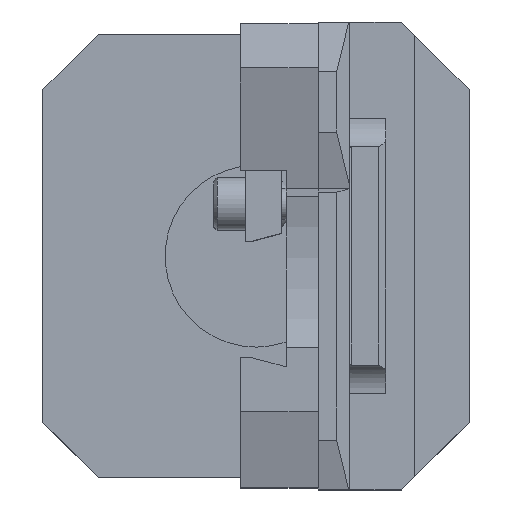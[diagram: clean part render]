
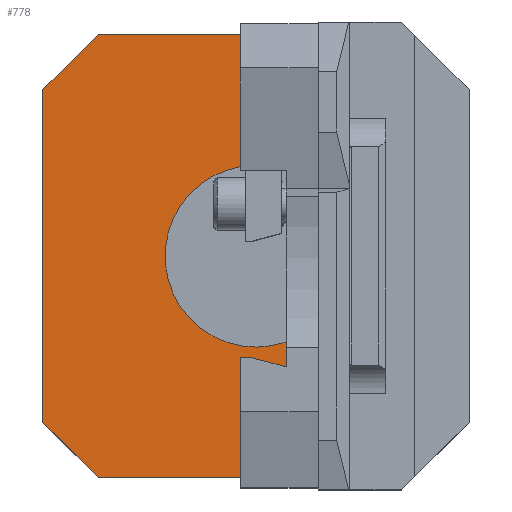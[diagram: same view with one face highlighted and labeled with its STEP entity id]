
A CAD part, top view. The second image highlights one B-rep face of the part: STEP entity #778.
In plain terms, the highlighted planar face has unit normal (0, 0, 1).
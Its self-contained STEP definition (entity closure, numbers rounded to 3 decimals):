
#69=B_SPLINE_CURVE_WITH_KNOTS('',3,(#3933,#3934,#3935,#3936),
 .UNSPECIFIED.,.F.,.F.,(4,4),(0.,1.),.UNSPECIFIED.);
#70=B_SPLINE_CURVE_WITH_KNOTS('',3,(#3948,#3949,#3950,#3951,#3952,#3953,
#3954,#3955,#3956,#3957),.UNSPECIFIED.,.F.,.F.,(4,2,2,2,4),(0.,0.25,0.5,
0.75,1.),.UNSPECIFIED.);
#71=B_SPLINE_CURVE_WITH_KNOTS('',3,(#3963,#3964,#3965,#3966),
 .UNSPECIFIED.,.F.,.F.,(4,4),(0.,1.),.UNSPECIFIED.);
#158=LINE('',#3729,#365);
#189=LINE('',#3862,#396);
#206=LINE('',#3894,#413);
#210=LINE('',#3901,#417);
#213=LINE('',#3906,#420);
#226=LINE('',#3929,#433);
#227=LINE('',#3931,#434);
#228=LINE('',#3938,#435);
#229=LINE('',#3940,#436);
#230=LINE('',#3942,#437);
#231=LINE('',#3944,#438);
#232=LINE('',#3946,#439);
#233=LINE('',#3959,#440);
#234=LINE('',#3961,#441);
#365=VECTOR('',#2981,1.);
#396=VECTOR('',#3050,1.);
#413=VECTOR('',#3079,1.);
#417=VECTOR('',#3085,1.);
#420=VECTOR('',#3090,1.);
#433=VECTOR('',#3115,1.);
#434=VECTOR('',#3118,1.);
#435=VECTOR('',#3121,1.);
#436=VECTOR('',#3122,1.);
#437=VECTOR('',#3123,1.);
#438=VECTOR('',#3124,1.);
#439=VECTOR('',#3125,1.);
#440=VECTOR('',#3126,1.);
#441=VECTOR('',#3127,1.);
#572=PLANE('',#2707);
#671=FACE_OUTER_BOUND('',#1112,.T.);
#778=ADVANCED_FACE('',(#671),#572,.F.);
#1112=EDGE_LOOP('',(#1502,#1503,#1504,#1505,#1506,#1507,#1508,#1509,#1510,
#1511,#1512,#1513,#1514,#1515,#1516,#1517,#1518,#1519,#1520));
#1502=ORIENTED_EDGE('',*,*,#2298,.T.);
#1503=ORIENTED_EDGE('',*,*,#2371,.T.);
#1504=ORIENTED_EDGE('',*,*,#2372,.T.);
#1505=ORIENTED_EDGE('',*,*,#2373,.F.);
#1506=ORIENTED_EDGE('',*,*,#2374,.F.);
#1507=ORIENTED_EDGE('',*,*,#2375,.F.);
#1508=ORIENTED_EDGE('',*,*,#2376,.F.);
#1509=ORIENTED_EDGE('',*,*,#2377,.T.);
#1510=ORIENTED_EDGE('',*,*,#2378,.F.);
#1511=ORIENTED_EDGE('',*,*,#2379,.T.);
#1512=ORIENTED_EDGE('',*,*,#2380,.T.);
#1513=ORIENTED_EDGE('',*,*,#2294,.T.);
#1514=ORIENTED_EDGE('',*,*,#2332,.F.);
#1515=ORIENTED_EDGE('',*,*,#2353,.F.);
#1516=ORIENTED_EDGE('',*,*,#2369,.F.);
#1517=ORIENTED_EDGE('',*,*,#2356,.F.);
#1518=ORIENTED_EDGE('',*,*,#2370,.T.);
#1519=ORIENTED_EDGE('',*,*,#2349,.F.);
#1520=ORIENTED_EDGE('',*,*,#2287,.F.);
#2041=VERTEX_POINT('',#3728);
#2042=VERTEX_POINT('',#3730);
#2048=VERTEX_POINT('',#3745);
#2049=VERTEX_POINT('',#3746);
#2051=VERTEX_POINT('',#3758);
#2080=VERTEX_POINT('',#3861);
#2090=VERTEX_POINT('',#3895);
#2091=VERTEX_POINT('',#3900);
#2092=VERTEX_POINT('',#3905);
#2093=VERTEX_POINT('',#3907);
#2097=VERTEX_POINT('',#3937);
#2098=VERTEX_POINT('',#3939);
#2099=VERTEX_POINT('',#3941);
#2100=VERTEX_POINT('',#3943);
#2101=VERTEX_POINT('',#3945);
#2102=VERTEX_POINT('',#3947);
#2103=VERTEX_POINT('',#3958);
#2104=VERTEX_POINT('',#3960);
#2105=VERTEX_POINT('',#3962);
#2287=EDGE_CURVE('',#2041,#2042,#158,.T.);
#2294=EDGE_CURVE('',#2048,#2049,#2582,.T.);
#2298=EDGE_CURVE('',#2041,#2051,#2583,.T.);
#2332=EDGE_CURVE('',#2080,#2049,#189,.T.);
#2349=EDGE_CURVE('',#2042,#2090,#206,.T.);
#2353=EDGE_CURVE('',#2091,#2080,#210,.T.);
#2356=EDGE_CURVE('',#2092,#2093,#213,.T.);
#2369=EDGE_CURVE('',#2093,#2091,#226,.T.);
#2370=EDGE_CURVE('',#2092,#2090,#227,.T.);
#2371=EDGE_CURVE('',#2051,#2097,#69,.T.);
#2372=EDGE_CURVE('',#2097,#2098,#228,.T.);
#2373=EDGE_CURVE('',#2099,#2098,#229,.T.);
#2374=EDGE_CURVE('',#2100,#2099,#230,.T.);
#2375=EDGE_CURVE('',#2101,#2100,#231,.T.);
#2376=EDGE_CURVE('',#2102,#2101,#232,.T.);
#2377=EDGE_CURVE('',#2102,#2103,#70,.T.);
#2378=EDGE_CURVE('',#2104,#2103,#233,.T.);
#2379=EDGE_CURVE('',#2104,#2105,#234,.T.);
#2380=EDGE_CURVE('',#2105,#2048,#71,.T.);
#2582=CIRCLE('',#2674,17.49);
#2583=CIRCLE('',#2676,17.49);
#2674=AXIS2_PLACEMENT_3D('',#3744,#2992,#2993);
#2676=AXIS2_PLACEMENT_3D('',#3759,#2997,#2998);
#2707=AXIS2_PLACEMENT_3D('',#3967,#3128,#3129);
#2981=DIRECTION('',(0.,-1.,0.));
#2992=DIRECTION('',(0.,0.,-1.));
#2993=DIRECTION('',(0.,-1.,0.));
#2997=DIRECTION('',(0.,0.,-1.));
#2998=DIRECTION('',(0.,-1.,0.));
#3050=DIRECTION('',(0.,-1.,0.));
#3079=DIRECTION('',(-1.,0.,0.));
#3085=DIRECTION('',(1.,0.,0.));
#3090=DIRECTION('',(0.,1.,0.));
#3115=DIRECTION('',(0.707,0.707,0.));
#3118=DIRECTION('',(0.707,-0.707,0.));
#3121=DIRECTION('',(-1.,0.,0.));
#3122=DIRECTION('',(0.,-1.,0.));
#3123=DIRECTION('',(-1.,0.,0.));
#3124=DIRECTION('',(-0.966,0.259,0.));
#3125=DIRECTION('',(0.,-1.,0.));
#3126=DIRECTION('',(0.,-1.,0.));
#3127=DIRECTION('',(1.,0.,0.));
#3128=DIRECTION('',(0.,0.,-1.));
#3129=DIRECTION('',(0.,-1.,0.));
#3728=CARTESIAN_POINT('',(12.,-12.724,18.));
#3729=CARTESIAN_POINT('',(12.,55.,18.));
#3730=CARTESIAN_POINT('',(12.,-42.649,18.));
#3744=CARTESIAN_POINT('',(0.,0.,18.));
#3745=CARTESIAN_POINT('',(11.001,13.597,18.002));
#3746=CARTESIAN_POINT('',(12.,12.724,18.));
#3758=CARTESIAN_POINT('',(11.001,-13.597,18.002));
#3759=CARTESIAN_POINT('',(0.,0.,18.));
#3861=CARTESIAN_POINT('',(12.,42.649,18.));
#3862=CARTESIAN_POINT('',(12.,55.,18.));
#3894=CARTESIAN_POINT('',(41.,-42.649,18.));
#3895=CARTESIAN_POINT('',(-30.351,-42.649,18.));
#3900=CARTESIAN_POINT('',(-30.351,42.649,18.));
#3901=CARTESIAN_POINT('',(41.,42.649,18.));
#3905=CARTESIAN_POINT('',(-41.,-32.,18.));
#3906=CARTESIAN_POINT('',(-41.,45.,18.));
#3907=CARTESIAN_POINT('',(-41.,32.,18.));
#3929=CARTESIAN_POINT('',(-41.,32.,18.));
#3931=CARTESIAN_POINT('',(-41.,-32.,18.));
#3933=CARTESIAN_POINT('',(11.,-13.598,18.));
#3934=CARTESIAN_POINT('',(11.,-23.199,18.));
#3935=CARTESIAN_POINT('',(11.,-32.8,18.));
#3936=CARTESIAN_POINT('',(11.,-42.401,18.));
#3937=CARTESIAN_POINT('',(11.,-42.401,18.));
#3938=CARTESIAN_POINT('',(4.5,-42.401,18.));
#3939=CARTESIAN_POINT('',(-3.,-42.401,18.));
#3940=CARTESIAN_POINT('',(-3.,0.,18.));
#3941=CARTESIAN_POINT('',(-3.,-19.5,18.));
#3942=CARTESIAN_POINT('',(-5.,-19.5,18.));
#3943=CARTESIAN_POINT('',(-1.216,-19.5,18.));
#3944=CARTESIAN_POINT('',(-1.216,-19.5,18.));
#3945=CARTESIAN_POINT('',(5.8,-21.38,18.));
#3946=CARTESIAN_POINT('',(5.8,-21.38,18.));
#3947=CARTESIAN_POINT('',(5.8,-16.501,18.002));
#3948=CARTESIAN_POINT('',(5.8,-16.5,18.));
#3949=CARTESIAN_POINT('',(1.187,-18.122,18.));
#3950=CARTESIAN_POINT('',(-3.896,-17.738,18.));
#3951=CARTESIAN_POINT('',(-12.53,-13.146,18.));
#3952=CARTESIAN_POINT('',(-15.689,-9.146,18.));
#3953=CARTESIAN_POINT('',(-18.158,0.316,18.));
#3954=CARTESIAN_POINT('',(-17.355,5.35,18.));
#3955=CARTESIAN_POINT('',(-12.065,13.574,18.));
#3956=CARTESIAN_POINT('',(-7.818,16.392,18.));
#3957=CARTESIAN_POINT('',(-3.,17.231,18.));
#3958=CARTESIAN_POINT('',(-3.,17.231,18.002));
#3959=CARTESIAN_POINT('',(-3.,0.,18.));
#3960=CARTESIAN_POINT('',(-3.,42.401,18.));
#3961=CARTESIAN_POINT('',(4.5,42.401,18.));
#3962=CARTESIAN_POINT('',(11.,42.401,18.));
#3963=CARTESIAN_POINT('',(11.,42.401,18.));
#3964=CARTESIAN_POINT('',(11.,32.8,18.));
#3965=CARTESIAN_POINT('',(11.,23.199,18.));
#3966=CARTESIAN_POINT('',(11.,13.598,18.));
#3967=CARTESIAN_POINT('',(-58.,-45.,18.));
